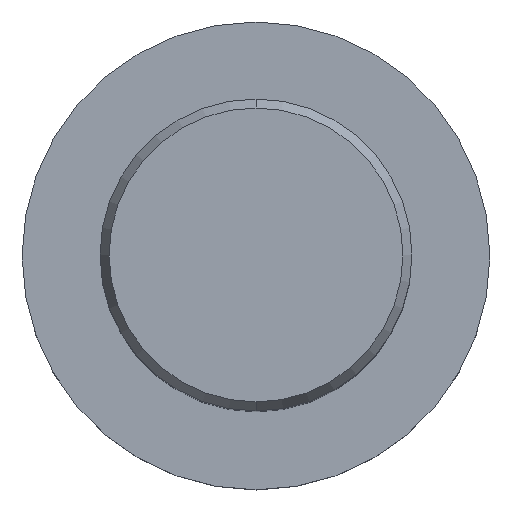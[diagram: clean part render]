
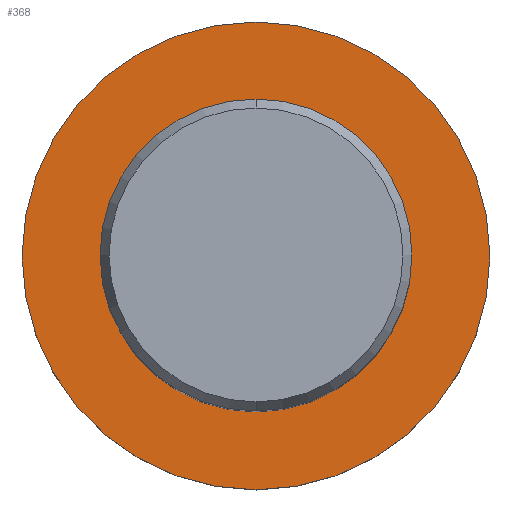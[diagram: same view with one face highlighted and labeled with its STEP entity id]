
A CAD part, top view. The second image highlights one B-rep face of the part: STEP entity #368.
In plain terms, the highlighted planar face has unit normal (0, 0, 1).
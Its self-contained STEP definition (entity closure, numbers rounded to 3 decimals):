
#242=VERTEX_POINT('',#611);
#284=EDGE_CURVE('',#516,#242,#656,.T.);
#302=VERTEX_POINT('',#677);
#368=ADVANCED_FACE('',(#748,#749),#750,.T.);
#420=EDGE_CURVE('',#456,#302,#810,.T.);
#442=EDGE_CURVE('',#242,#516,#833,.T.);
#456=VERTEX_POINT('',#848);
#458=EDGE_CURVE('',#302,#456,#850,.T.);
#516=VERTEX_POINT('',#914);
#611=CARTESIAN_POINT('',(0.,-30.0,-70.0));
#656=CIRCLE('',#1106,30.0);
#677=CARTESIAN_POINT('',(0.0,20.0,-70.0));
#748=FACE_BOUND('',#1291,.T.);
#749=FACE_OUTER_BOUND('',#1292,.T.);
#750=PLANE('',#1293);
#810=CIRCLE('',#1439,20.0);
#833=CIRCLE('',#1505,30.0);
#848=CARTESIAN_POINT('',(0.,-20.0,-70.0));
#850=CIRCLE('',#1527,20.0);
#914=CARTESIAN_POINT('',(0.0,30.0,-70.0));
#1106=AXIS2_PLACEMENT_3D('',#1817,#1818,#1819);
#1291=EDGE_LOOP('',(#1935,#1936));
#1292=EDGE_LOOP('',(#1937,#1938));
#1293=AXIS2_PLACEMENT_3D('',#1939,#1940,#1941);
#1439=AXIS2_PLACEMENT_3D('',#2010,#2011,#2012);
#1505=AXIS2_PLACEMENT_3D('',#2037,#2038,#2039);
#1527=AXIS2_PLACEMENT_3D('',#2056,#2057,#2058);
#1817=CARTESIAN_POINT('',(0.0,0.0,-70.0));
#1818=DIRECTION('',(0.0,0.0,-1.0));
#1819=DIRECTION('',(0.0,1.0,0.0));
#1935=ORIENTED_EDGE('',*,*,#458,.T.);
#1936=ORIENTED_EDGE('',*,*,#420,.T.);
#1937=ORIENTED_EDGE('',*,*,#284,.F.);
#1938=ORIENTED_EDGE('',*,*,#442,.F.);
#1939=CARTESIAN_POINT('',(0.0,15.0,-70.0));
#1940=DIRECTION('',(-0.0,0.0,1.0));
#1941=DIRECTION('',(0.0,-1.0,0.0));
#2010=CARTESIAN_POINT('',(0.0,0.0,-70.0));
#2011=DIRECTION('',(-0.0,0.0,-1.0));
#2012=DIRECTION('',(0.0,1.0,0.0));
#2037=CARTESIAN_POINT('',(0.0,0.0,-70.0));
#2038=DIRECTION('',(0.0,0.0,-1.0));
#2039=DIRECTION('',(0.0,1.0,0.0));
#2056=CARTESIAN_POINT('',(0.0,0.0,-70.0));
#2057=DIRECTION('',(-0.0,0.0,-1.0));
#2058=DIRECTION('',(0.0,1.0,0.0));
